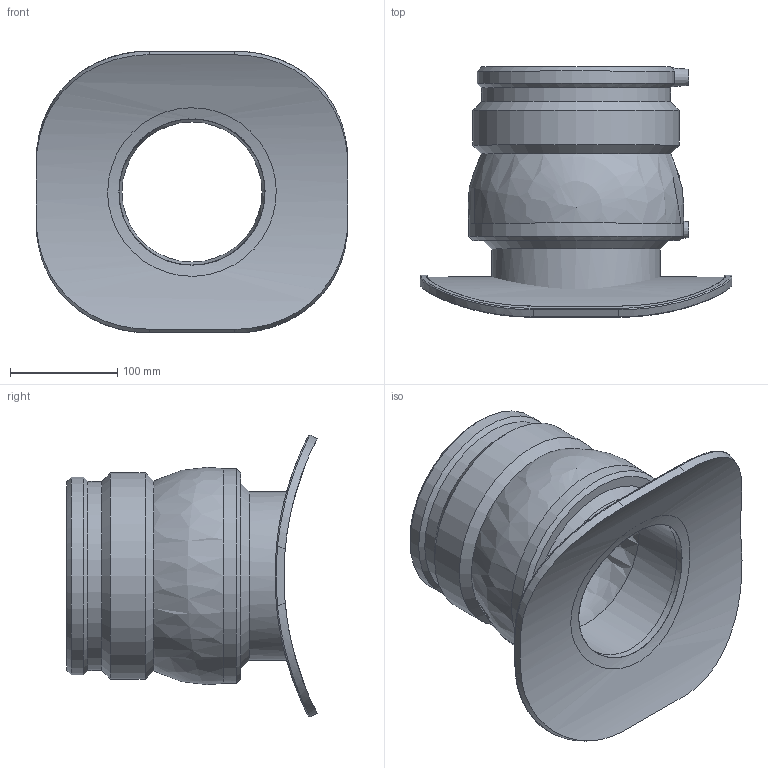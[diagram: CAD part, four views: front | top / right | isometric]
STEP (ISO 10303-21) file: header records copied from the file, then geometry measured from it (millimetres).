
FILE_DESCRIPTION(/* description */ ('PLASSON WASTEWATER SADDLE 355-560x160 EF ADJUSTABLE INLET'),/* implementation_level */ '2;1');
FILE_NAME(/* name */ '475804560160.ipt.stp',/* time_stamp */ '2017-11-06T09:10:03+02:00',/* author */ ('Кирилл'),/* organization */ (''),/* preprocessor_version */ 'ST-DEVELOPER v15.6',/* originating_system */ 'Autodesk Inventor 2015',/* authorisation */ '');
FILE_SCHEMA (('AUTOMOTIVE_DESIGN { 1 0 10303 214 3 1 1 }'));
Length unit declared in the file: millimetre
Products named in the file (1): 475804560160
Bounding box: 290 x 232.8 x 262.27 mm (x, y, z)
Volume: 2457716.4 mm3; surface area: 363393.3 mm2
Topology: 2 solids, 2 shells, 69 faces, 154 edges, 96 vertices
Faces by surface type: cylinder 29, plane 17, cone 9, bspline 8, torus 4, sphere 2
Full cylindrical faces by diameter (mm): 4 x2, 10 x2, 136 x2, 144 x1, 156.8 x1, 160 x1, 176 x1, 192 x1
Entity records: 2657 total; most frequent: CARTESIAN_POINT 1302, DIRECTION 266, ORIENTED_EDGE 242, EDGE_CURVE 121, AXIS2_PLACEMENT_3D 119, EDGE_LOOP 102, VERTEX_POINT 85, ADVANCED_FACE 69
